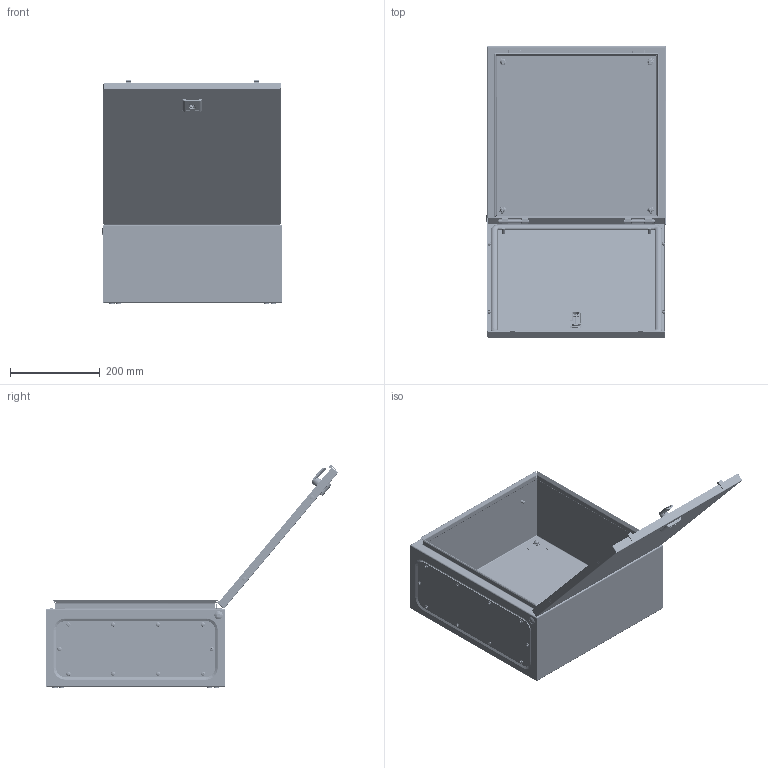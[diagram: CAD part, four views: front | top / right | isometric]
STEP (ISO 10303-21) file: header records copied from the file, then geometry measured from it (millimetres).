
FILE_DESCRIPTION (( 'STEP AP203' ), '1' );
FILE_NAME ('400x400x200 R5CE0442.step', '2012-04-06T09:45:22', ( 'User' ), ( 'DKC' ), 'SwSTEP 2.0', 'SolidWorks 2011', '' );
FILE_SCHEMA (( 'CONFIG_CONTROL_DESIGN' ));
Products named in the file (34): 400x400x200 R5CE0442; AC00C380 for transportation_Default; Mounting plate small CE_400x400; Sealant of perno AC00C409; Perno AC00C401_AC00C401; Dead door CE assemble 11111_400õ400 CB02C256; sealant for door CE_400x400; CERNIERA SALDATA_Default; End-cup AC00C112_Default; MOLLA AC00C344_AC00C344; Handle small door CE; Sealant AC00356; AC00C348; Hex Flange Bolt M6x10_ISO 4162 - M6 x 12 x 12-S; Linguetta CE_handle CE; Inserto a doppio pettine AC00C443_AC00C343; BASETTA ESTERNA PER BOX AC00C503_AC00C503; Dead door CE 11111_400x400; Frames CE assemble 11111_400x400x200 R5CE0442; AC00C316_AC00C316; end-cap_AC00C061; land; Tapping screw 4.8x9.5 AC00C352_AC00C352; End-cup AC00C383_Default; Tapping screw 4.2x16_Tapping screw 4.2x16; Blocchetto fissaggio cerniera AC00C354_AC00C354; CERNIERA AC00C399_Default; Flange nut M6_ISO 7044-M6-S; Perno M6 AC00C145_1; Sealant AC00C355; End-cup AC00C317_Default; Flanges CE_327x97; Sealants of flange_327x97; Frames CE 11111_400x400x200
Assembly tree (81 placements, depth 4):
  400x400x200 R5CE0442
    Flange nut M6_ISO 7044-M6-S  x4
    Mounting plate small CE_400x400
    Sealant of perno AC00C409  x2
    Dead door CE assemble 11111_400õ400 CB02C256
      sealant for door CE_400x400
      land  x2
      Handle small door CE
        Sealant AC00356
        Linguetta CE_handle CE
        BASETTA ESTERNA PER BOX AC00C503_AC00C503
        AC00C348
        Hex Flange Bolt M6x10_ISO 4162 - M6 x 12 x 12-S
        Inserto a doppio pettine AC00C443_AC00C343
      end-cap_AC00C061  x2
      End-cup AC00C112_Default  x4
      CERNIERA SALDATA_Default  x2
      MOLLA AC00C344_AC00C344
      Dead door CE 11111_400x400
    Frames CE assemble 11111_400x400x200 R5CE0442
      Sealant AC00C355  x4
      Perno M6 AC00C145_1  x4
      Tapping screw 4.8x9.5 AC00C352_AC00C352  x12
      Tapping screw 4.2x16_Tapping screw 4.2x16  x4
      End-cup AC00C383_Default  x2
      land  x4
      end-cap_AC00C061  x2
      Flange nut M6_ISO 7044-M6-S  x4
      End-cup AC00C317_Default  x4
      Blocchetto fissaggio cerniera AC00C354_AC00C354  x2
      Flanges CE_327x97
      AC00C316_AC00C316
      Frames CE 11111_400x400x200
      CERNIERA AC00C399_Default  x2
      Sealants of flange_327x97
    AC00C380 for transportation_Default  x2
    Perno AC00C401_AC00C401  x2
Bounding box: 402.5 x 651.76 x 498.37 mm (x, y, z)
Volume: 1479011.4 mm3; surface area: 1782175.4 mm2
Topology: 84 solids, 84 shells, 6149 faces, 15959 edges, 10060 vertices
Faces by surface type: bspline 1940, cylinder 1586, cone 1221, plane 1210, torus 156, sphere 36
Entity records: 146065 total; most frequent: CARTESIAN_POINT 91921, ORIENTED_EDGE 11058, DIRECTION 9255, EDGE_CURVE 5529, VERTEX_POINT 3486, AXIS2_PLACEMENT_3D 3413, LINE 2429, VECTOR 2429
